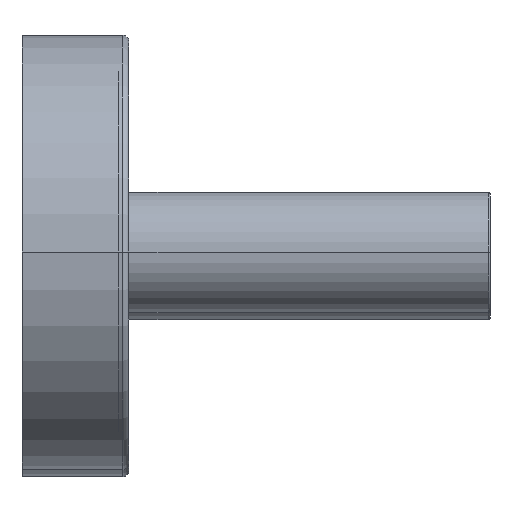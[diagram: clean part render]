
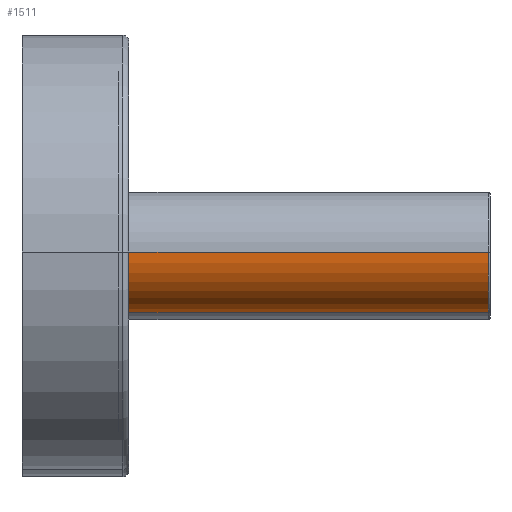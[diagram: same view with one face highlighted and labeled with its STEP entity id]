
A CAD part, top view. The second image highlights one B-rep face of the part: STEP entity #1511.
In plain terms, the highlighted cylindrical face has radius 9 mm (diameter 18 mm), a partial arc.
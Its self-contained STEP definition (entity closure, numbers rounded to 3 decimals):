
#3 = DIRECTION ( 'NONE',  ( 0., 0., 1. ) ) ;
#23 = CARTESIAN_POINT ( 'NONE',  ( 9., 0., 53.75 ) ) ;
#26 = CARTESIAN_POINT ( 'NONE',  ( -9., 0., 53.75 ) ) ;
#28 = CARTESIAN_POINT ( 'NONE',  ( 0., 0., 0. ) ) ;
#30 = CARTESIAN_POINT ( 'NONE',  ( 9., 0., 32.9 ) ) ;
#31 = CARTESIAN_POINT ( 'NONE',  ( 9., 0., 45.1 ) ) ;
#32 = CARTESIAN_POINT ( 'NONE',  ( -9., 0., 0. ) ) ;
#39 = DIRECTION ( 'NONE',  ( 1., 0., 0. ) ) ;
#52 = CARTESIAN_POINT ( 'NONE',  ( 9., 0., 0. ) ) ;
#79 = CARTESIAN_POINT ( 'NONE',  ( -9., 0., 54. ) ) ;
#106 = VERTEX_POINT ( 'NONE', #32 ) ;
#107 = EDGE_LOOP ( 'NONE', ( #257, #398, #324, #301, #330, #314 ) ) ;
#110 = VERTEX_POINT ( 'NONE', #30 ) ;
#125 = VERTEX_POINT ( 'NONE', #52 ) ;
#144 = VERTEX_POINT ( 'NONE', #23 ) ;
#153 = VERTEX_POINT ( 'NONE', #26 ) ;
#208 = CYLINDRICAL_SURFACE ( 'NONE', #1117, 9. ) ;
#257 = ORIENTED_EDGE ( 'NONE', *, *, #949, .F. ) ;
#267 = CIRCLE ( 'NONE', #994, 9. ) ;
#301 = ORIENTED_EDGE ( 'NONE', *, *, #934, .T. ) ;
#310 = LINE ( 'NONE', #481, #312 ) ;
#312 = VECTOR ( 'NONE', #574, 1000. ) ;
#314 = ORIENTED_EDGE ( 'NONE', *, *, #975, .F. ) ;
#324 = ORIENTED_EDGE ( 'NONE', *, *, #962, .T. ) ;
#330 = ORIENTED_EDGE ( 'NONE', *, *, #966, .F. ) ;
#340 = LINE ( 'NONE', #79, #356 ) ;
#347 = VERTEX_POINT ( 'NONE', #31 ) ;
#352 = CIRCLE ( 'NONE', #1011, 9. ) ;
#356 = VECTOR ( 'NONE', #580, 1000. ) ;
#396 = FACE_OUTER_BOUND ( 'NONE', #107, .T. ) ;
#398 = ORIENTED_EDGE ( 'NONE', *, *, #1012, .T. ) ;
#408 = VECTOR ( 'NONE', #499, 1000. ) ;
#409 = LINE ( 'NONE', #468, #408 ) ;
#444 = CARTESIAN_POINT ( 'NONE',  ( 8.626, -2.574, 44.534 ) ) ;
#454 = CARTESIAN_POINT ( 'NONE',  ( 8.183, -3.751, 43.815 ) ) ;
#455 = CARTESIAN_POINT ( 'NONE',  ( 8.57, -2.756, 44.446 ) ) ;
#456 = CARTESIAN_POINT ( 'NONE',  ( 9., -0.206, 45.1 ) ) ;
#457 = CARTESIAN_POINT ( 'NONE',  ( 7.965, -4.194, 43.434 ) ) ;
#458 = CARTESIAN_POINT ( 'NONE',  ( 7.74, -4.603, 43.022 ) ) ;
#459 = CARTESIAN_POINT ( 'NONE',  ( 6.657, -6.058, 39.822 ) ) ;
#460 = CARTESIAN_POINT ( 'NONE',  ( 6.803, -5.893, 40.629 ) ) ;
#461 = CARTESIAN_POINT ( 'NONE',  ( 9., -0.417, 32.9 ) ) ;
#462 = CARTESIAN_POINT ( 'NONE',  ( 8.971, -0.829, 32.943 ) ) ;
#468 = CARTESIAN_POINT ( 'NONE',  ( 9., 0., 54. ) ) ;
#471 = CARTESIAN_POINT ( 'NONE',  ( 7.591, -4.842, 35.27 ) ) ;
#472 = CARTESIAN_POINT ( 'NONE',  ( 7.296, -5.276, 35.915 ) ) ;
#476 = CARTESIAN_POINT ( 'NONE',  ( 6.804, -5.892, 37.37 ) ) ;
#477 = CARTESIAN_POINT ( 'NONE',  ( 8.253, -3.595, 43.932 ) ) ;
#481 = CARTESIAN_POINT ( 'NONE',  ( 9., 0., 54. ) ) ;
#482 = CARTESIAN_POINT ( 'NONE',  ( 6.91, -5.77, 36.981 ) ) ;
#483 = CARTESIAN_POINT ( 'NONE',  ( 8.386, -3.272, 44.152 ) ) ;
#484 = CARTESIAN_POINT ( 'NONE',  ( 7.156, -5.462, 36.255 ) ) ;
#486 = CARTESIAN_POINT ( 'NONE',  ( 8.965, -0.821, 45.048 ) ) ;
#487 = CARTESIAN_POINT ( 'NONE',  ( 8.45, -3.104, 44.255 ) ) ;
#494 = CARTESIAN_POINT ( 'NONE',  ( 6.695, -6.015, 37.968 ) ) ;
#495 = CARTESIAN_POINT ( 'NONE',  ( 8.772, -2.022, 33.241 ) ) ;
#496 = CARTESIAN_POINT ( 'NONE',  ( 8.455, -3.103, 33.734 ) ) ;
#499 = DIRECTION ( 'NONE',  ( 0., 0., -1. ) ) ;
#500 = CARTESIAN_POINT ( 'NONE',  ( 6.617, -6.1, 39.414 ) ) ;
#501 = CARTESIAN_POINT ( 'NONE',  ( 6.617, -6.1, 38.791 ) ) ;
#502 = CARTESIAN_POINT ( 'NONE',  ( 6.628, -6.089, 38.581 ) ) ;
#503 = CARTESIAN_POINT ( 'NONE',  ( 6.666, -6.047, 38.17 ) ) ;
#511 = CARTESIAN_POINT ( 'NONE',  ( 8.993, -0.411, 45.09 ) ) ;
#512 = CARTESIAN_POINT ( 'NONE',  ( 8.944, -1.027, 45.016 ) ) ;
#513 = CARTESIAN_POINT ( 'NONE',  ( 8.039, -4.05, 43.566 ) ) ;
#514 = CARTESIAN_POINT ( 'NONE',  ( 7.153, -5.466, 41.737 ) ) ;
#515 = CARTESIAN_POINT ( 'NONE',  ( 7.589, -4.846, 42.725 ) ) ;
#516 = CARTESIAN_POINT ( 'NONE',  ( 6.908, -5.773, 41.011 ) ) ;
#517 = CARTESIAN_POINT ( 'NONE',  ( 7.744, -4.596, 34.971 ) ) ;
#518 = CARTESIAN_POINT ( 'NONE',  ( 7.967, -4.189, 34.562 ) ) ;
#519 = CARTESIAN_POINT ( 'NONE',  ( 8.041, -4.047, 34.432 ) ) ;
#520 = CARTESIAN_POINT ( 'NONE',  ( 8.184, -3.748, 34.183 ) ) ;
#521 = CARTESIAN_POINT ( 'NONE',  ( 8.255, -3.59, 34.065 ) ) ;
#522 = CARTESIAN_POINT ( 'NONE',  ( 8.853, -1.634, 33.119 ) ) ;
#539 = CARTESIAN_POINT ( 'NONE',  ( 8.86, -1.633, 44.892 ) ) ;
#540 = CARTESIAN_POINT ( 'NONE',  ( 9., 0., 45.1 ) ) ;
#541 = CARTESIAN_POINT ( 'NONE',  ( 8.575, -2.759, 33.545 ) ) ;
#542 = CARTESIAN_POINT ( 'NONE',  ( 8.726, -2.211, 33.311 ) ) ;
#553 = CARTESIAN_POINT ( 'NONE',  ( 8.887, -1.434, 33.067 ) ) ;
#563 = CARTESIAN_POINT ( 'NONE',  ( 7.295, -5.277, 42.084 ) ) ;
#572 = CARTESIAN_POINT ( 'NONE',  ( 9., 0., 32.9 ) ) ;
#574 = DIRECTION ( 'NONE',  ( 0., 0., -1. ) ) ;
#580 = DIRECTION ( 'NONE',  ( 0., 0., -1. ) ) ;
#583 = CARTESIAN_POINT ( 'NONE',  ( 8.779, -2.019, 44.77 ) ) ;
#608 = DIRECTION ( 'NONE',  ( 1., 0., 0. ) ) ;
#610 = CARTESIAN_POINT ( 'NONE',  ( 0., 0., 53.75 ) ) ;
#616 = DIRECTION ( 'NONE',  ( 0., 0., -1. ) ) ;
#714 = DIRECTION ( 'NONE',  ( -1., 0., 0. ) ) ;
#721 = DIRECTION ( 'NONE',  ( 0., 0., -1. ) ) ;
#722 = CARTESIAN_POINT ( 'NONE',  ( 0., 0., 54. ) ) ;
#934 = EDGE_CURVE ( 'NONE', #106, #125, #352, .T. ) ;
#949 = EDGE_CURVE ( 'NONE', #144, #347, #409, .T. ) ;
#962 = EDGE_CURVE ( 'NONE', #153, #106, #340, .T. ) ;
#966 = EDGE_CURVE ( 'NONE', #110, #125, #310, .T. ) ;
#975 = EDGE_CURVE ( 'NONE', #347, #110, #1101, .T. ) ;
#994 = AXIS2_PLACEMENT_3D ( 'NONE', #610, #616, #608 ) ;
#1011 = AXIS2_PLACEMENT_3D ( 'NONE', #28, #3, #39 ) ;
#1012 = EDGE_CURVE ( 'NONE', #144, #153, #267, .T. ) ;
#1101 = B_SPLINE_CURVE_WITH_KNOTS ( 'NONE', 3,
 ( #540, #456, #511, #486, #512, #539, #583, #444, #455, #487, #483, #477, #454, #513, #457, #458, #515, #563, #514, #516, #460, #459, #500, #501, #502, #503, #494, #476, #482, #484, #472, #471, #517, #518, #519, #520, #521, #496, #541, #542, #495, #522, #553, #462, #461, #572 ),
 .UNSPECIFIED., .F., .F.,
 ( 4, 2, 2, 2, 2, 2, 2, 2, 2, 2, 2, 2, 2, 2, 2, 2, 2, 2, 2, 2, 2, 2, 4 ),
 ( 0.02, 0.02, 0.021, 0.022, 0.023, 0.023, 0.024, 0.025, 0.026, 0.027, 0.028, 0.03, 0.03, 0.031, 0.032, 0.033, 0.035, 0.035, 0.036, 0.037, 0.038, 0.038, 0.039 ),
 .UNSPECIFIED. ) ;
#1117 = AXIS2_PLACEMENT_3D ( 'NONE', #722, #721, #714 ) ;
#1511 = ADVANCED_FACE ( 'NONE', ( #396 ), #208, .T. ) ;
